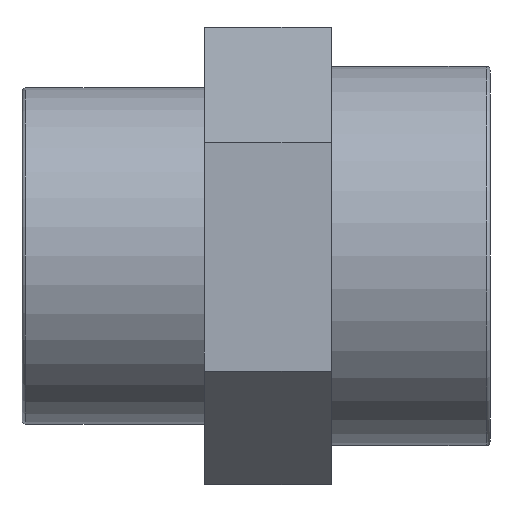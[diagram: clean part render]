
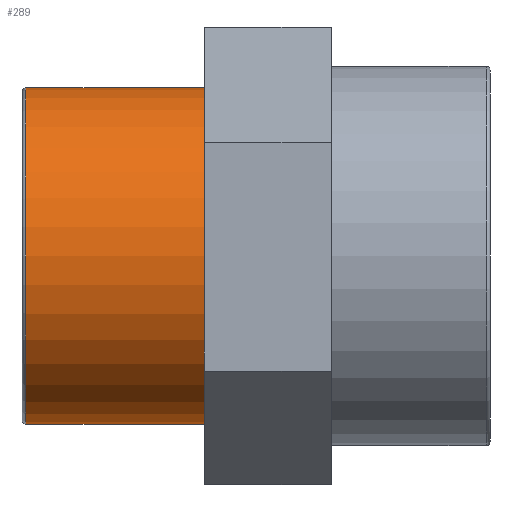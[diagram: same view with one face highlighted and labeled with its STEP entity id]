
A CAD part, front view. The second image highlights one B-rep face of the part: STEP entity #289.
In plain terms, the highlighted cylindrical face has radius 21.204 mm (diameter 42.407 mm), a full revolution.
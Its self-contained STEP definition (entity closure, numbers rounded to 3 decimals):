
#54=CYLINDRICAL_SURFACE('',#323,21.204);
#77=FACE_BOUND('',#123,.T.);
#92=FACE_OUTER_BOUND('',#122,.T.);
#122=EDGE_LOOP('',(#230));
#123=EDGE_LOOP('',(#231));
#150=CIRCLE('',#322,21.204);
#151=CIRCLE('',#324,21.204);
#164=VERTEX_POINT('',#458);
#165=VERTEX_POINT('',#461);
#190=EDGE_CURVE('',#164,#164,#150,.T.);
#191=EDGE_CURVE('',#165,#165,#151,.T.);
#230=ORIENTED_EDGE('',*,*,#191,.T.);
#231=ORIENTED_EDGE('',*,*,#190,.F.);
#289=ADVANCED_FACE('',(#92,#77),#54,.T.);
#322=AXIS2_PLACEMENT_3D('',#459,#378,#379);
#323=AXIS2_PLACEMENT_3D('',#460,#380,#381);
#324=AXIS2_PLACEMENT_3D('',#462,#382,#383);
#378=DIRECTION('center_axis',(-1.,0.,0.));
#379=DIRECTION('ref_axis',(0.,1.,0.));
#380=DIRECTION('center_axis',(-1.,0.,0.));
#381=DIRECTION('ref_axis',(0.,-1.,0.));
#382=DIRECTION('center_axis',(-1.,0.,0.));
#383=DIRECTION('ref_axis',(0.,0.,1.));
#458=CARTESIAN_POINT('',(-29.022,-21.204,0.));
#459=CARTESIAN_POINT('Origin',(-29.022,0.,0.));
#460=CARTESIAN_POINT('Origin',(-18.,0.,0.));
#461=CARTESIAN_POINT('',(-6.5,-21.204,0.));
#462=CARTESIAN_POINT('Origin',(-6.5,0.,0.));
